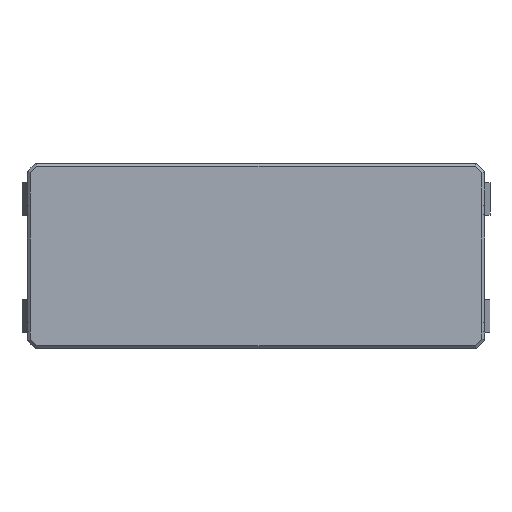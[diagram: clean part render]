
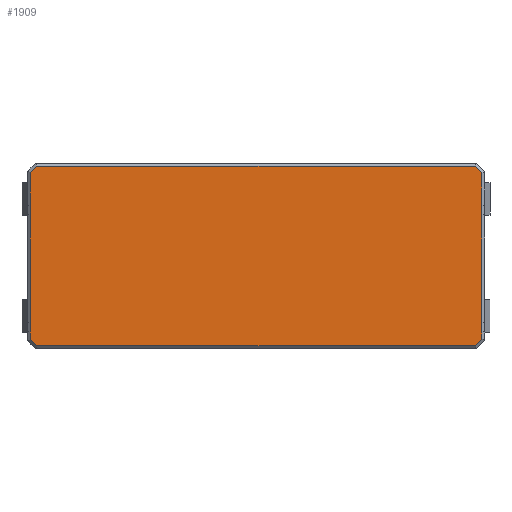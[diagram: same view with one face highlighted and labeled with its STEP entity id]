
A CAD part, top view. The second image highlights one B-rep face of the part: STEP entity #1909.
In plain terms, the highlighted planar face has unit normal (0, 0, 1).
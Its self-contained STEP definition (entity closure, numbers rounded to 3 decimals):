
#1774=CARTESIAN_POINT('',(17.125,-94.9,30.));
#1775=DIRECTION('',(0.,0.,1.));
#1776=DIRECTION('',(1.,0.,0.));
#1777=AXIS2_PLACEMENT_3D('',#1774,#1775,#1776);
#1778=PLANE('',#1777);
#1779=CARTESIAN_POINT('',(-80.587,-148.5,30.));
#1780=VERTEX_POINT('',#1779);
#1781=CARTESIAN_POINT('',(80.584,-148.5,30.));
#1782=VERTEX_POINT('',#1781);
#1783=CARTESIAN_POINT('',(-80.587,-148.5,30.));
#1784=DIRECTION('',(1.,0.,-0.));
#1785=VECTOR('',#1784,161.172);
#1786=LINE('',#1783,#1785);
#1787=EDGE_CURVE('',#1780,#1782,#1786,.T.);
#1788=ORIENTED_EDGE('',*,*,#1787,.T.);
#1789=CARTESIAN_POINT('',(82.998,-146.086,30.));
#1790=VERTEX_POINT('',#1789);
#1791=CARTESIAN_POINT('',(80.584,-148.5,30.));
#1792=DIRECTION('',(0.707,0.707,0.));
#1793=VECTOR('',#1792,3.414);
#1794=LINE('',#1791,#1793);
#1795=EDGE_CURVE('',#1782,#1790,#1794,.T.);
#1796=ORIENTED_EDGE('',*,*,#1795,.T.);
#1797=CARTESIAN_POINT('',(82.999,-143.4,30.));
#1798=VERTEX_POINT('',#1797);
#1799=CARTESIAN_POINT('',(82.998,-146.086,30.));
#1800=DIRECTION('',(0.,1.,0.));
#1801=VECTOR('',#1800,2.686);
#1802=LINE('',#1799,#1801);
#1803=EDGE_CURVE('',#1790,#1798,#1802,.T.);
#1804=ORIENTED_EDGE('',*,*,#1803,.T.);
#1805=CARTESIAN_POINT('',(82.999,-139.9,30.));
#1806=VERTEX_POINT('',#1805);
#1807=CARTESIAN_POINT('',(83.,-143.4,30.));
#1808=DIRECTION('',(0.,1.,0.));
#1809=VECTOR('',#1808,3.5);
#1810=LINE('',#1807,#1809);
#1811=EDGE_CURVE('',#1798,#1806,#1810,.T.);
#1812=ORIENTED_EDGE('',*,*,#1811,.T.);
#1813=CARTESIAN_POINT('',(82.999,-100.4,30.));
#1814=VERTEX_POINT('',#1813);
#1815=CARTESIAN_POINT('',(82.998,-139.9,30.));
#1816=DIRECTION('',(0.,1.,0.));
#1817=VECTOR('',#1816,39.5);
#1818=LINE('',#1815,#1817);
#1819=EDGE_CURVE('',#1806,#1814,#1818,.T.);
#1820=ORIENTED_EDGE('',*,*,#1819,.T.);
#1821=CARTESIAN_POINT('',(82.999,-96.9,30.));
#1822=VERTEX_POINT('',#1821);
#1823=CARTESIAN_POINT('',(83.,-100.4,30.));
#1824=DIRECTION('',(0.,1.,0.));
#1825=VECTOR('',#1824,3.5);
#1826=LINE('',#1823,#1825);
#1827=EDGE_CURVE('',#1814,#1822,#1826,.T.);
#1828=ORIENTED_EDGE('',*,*,#1827,.T.);
#1829=CARTESIAN_POINT('',(82.998,-84.914,30.));
#1830=VERTEX_POINT('',#1829);
#1831=CARTESIAN_POINT('',(82.998,-96.9,30.));
#1832=DIRECTION('',(0.,1.,0.));
#1833=VECTOR('',#1832,11.986);
#1834=LINE('',#1831,#1833);
#1835=EDGE_CURVE('',#1822,#1830,#1834,.T.);
#1836=ORIENTED_EDGE('',*,*,#1835,.T.);
#1837=CARTESIAN_POINT('',(80.584,-82.5,30.));
#1838=VERTEX_POINT('',#1837);
#1839=CARTESIAN_POINT('',(82.998,-84.914,30.));
#1840=DIRECTION('',(-0.707,0.707,0.));
#1841=VECTOR('',#1840,3.414);
#1842=LINE('',#1839,#1841);
#1843=EDGE_CURVE('',#1830,#1838,#1842,.T.);
#1844=ORIENTED_EDGE('',*,*,#1843,.T.);
#1845=CARTESIAN_POINT('',(-80.587,-82.5,30.));
#1846=VERTEX_POINT('',#1845);
#1847=CARTESIAN_POINT('',(80.584,-82.5,30.));
#1848=DIRECTION('',(-1.,0.,0.));
#1849=VECTOR('',#1848,161.172);
#1850=LINE('',#1847,#1849);
#1851=EDGE_CURVE('',#1838,#1846,#1850,.T.);
#1852=ORIENTED_EDGE('',*,*,#1851,.T.);
#1853=CARTESIAN_POINT('',(-82.902,-84.814,30.));
#1854=VERTEX_POINT('',#1853);
#1855=CARTESIAN_POINT('',(-80.587,-82.5,30.));
#1856=DIRECTION('',(-0.707,-0.707,0.));
#1857=VECTOR('',#1856,3.273);
#1858=LINE('',#1855,#1857);
#1859=EDGE_CURVE('',#1846,#1854,#1858,.T.);
#1860=ORIENTED_EDGE('',*,*,#1859,.T.);
#1861=CARTESIAN_POINT('',(-82.901,-96.9,30.));
#1862=VERTEX_POINT('',#1861);
#1863=CARTESIAN_POINT('',(-82.902,-84.814,30.));
#1864=DIRECTION('',(0.,-1.,0.));
#1865=VECTOR('',#1864,12.086);
#1866=LINE('',#1863,#1865);
#1867=EDGE_CURVE('',#1854,#1862,#1866,.T.);
#1868=ORIENTED_EDGE('',*,*,#1867,.T.);
#1869=CARTESIAN_POINT('',(-82.901,-100.4,30.));
#1870=VERTEX_POINT('',#1869);
#1871=CARTESIAN_POINT('',(-82.9,-96.9,30.));
#1872=DIRECTION('',(0.,-1.,0.));
#1873=VECTOR('',#1872,3.5);
#1874=LINE('',#1871,#1873);
#1875=EDGE_CURVE('',#1862,#1870,#1874,.T.);
#1876=ORIENTED_EDGE('',*,*,#1875,.T.);
#1877=CARTESIAN_POINT('',(-82.901,-139.9,30.));
#1878=VERTEX_POINT('',#1877);
#1879=CARTESIAN_POINT('',(-82.902,-100.4,30.));
#1880=DIRECTION('',(0.,-1.,0.));
#1881=VECTOR('',#1880,39.5);
#1882=LINE('',#1879,#1881);
#1883=EDGE_CURVE('',#1870,#1878,#1882,.T.);
#1884=ORIENTED_EDGE('',*,*,#1883,.T.);
#1885=CARTESIAN_POINT('',(-82.901,-143.4,30.));
#1886=VERTEX_POINT('',#1885);
#1887=CARTESIAN_POINT('',(-82.9,-139.9,30.));
#1888=DIRECTION('',(0.,-1.,0.));
#1889=VECTOR('',#1888,3.5);
#1890=LINE('',#1887,#1889);
#1891=EDGE_CURVE('',#1878,#1886,#1890,.T.);
#1892=ORIENTED_EDGE('',*,*,#1891,.T.);
#1893=CARTESIAN_POINT('',(-82.902,-146.186,30.));
#1894=VERTEX_POINT('',#1893);
#1895=CARTESIAN_POINT('',(-82.902,-143.4,30.));
#1896=DIRECTION('',(0.,-1.,0.));
#1897=VECTOR('',#1896,2.786);
#1898=LINE('',#1895,#1897);
#1899=EDGE_CURVE('',#1886,#1894,#1898,.T.);
#1900=ORIENTED_EDGE('',*,*,#1899,.T.);
#1901=CARTESIAN_POINT('',(-82.902,-146.186,30.));
#1902=DIRECTION('',(0.707,-0.707,0.));
#1903=VECTOR('',#1902,3.273);
#1904=LINE('',#1901,#1903);
#1905=EDGE_CURVE('',#1894,#1780,#1904,.T.);
#1906=ORIENTED_EDGE('',*,*,#1905,.T.);
#1907=EDGE_LOOP('',(#1788,#1796,#1804,#1812,#1820,#1828,#1836,#1844,#1852,#1860,#1868,#1876,#1884,#1892,#1900,#1906));
#1908=FACE_BOUND('',#1907,.T.);
#1909=ADVANCED_FACE('',(#1908),#1778,.T.);
